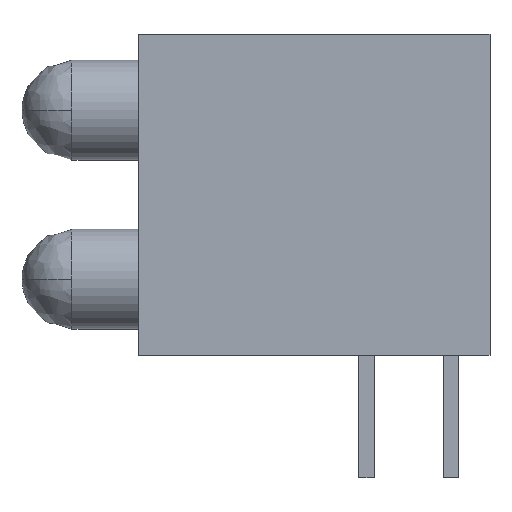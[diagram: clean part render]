
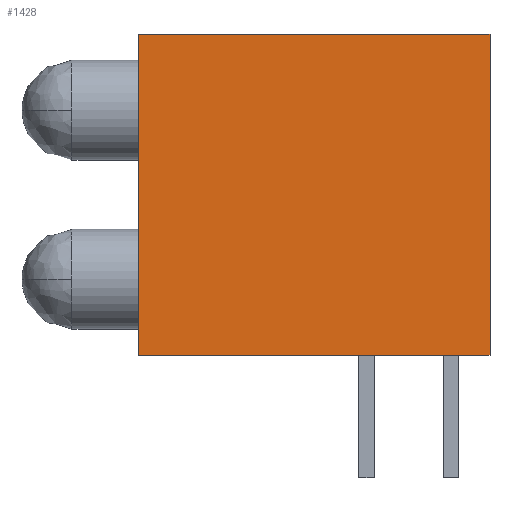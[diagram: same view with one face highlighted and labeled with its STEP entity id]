
A CAD part, front view. The second image highlights one B-rep face of the part: STEP entity #1428.
In plain terms, the highlighted planar face has unit normal (0, -1, 0).
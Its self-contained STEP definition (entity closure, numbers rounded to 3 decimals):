
#51 = CARTESIAN_POINT ( 'NONE',  ( 5.275, -2.16, 0. ) ) ;
#366 = VERTEX_POINT ( 'NONE', #51 ) ;
#389 = FACE_OUTER_BOUND ( 'NONE', #1069, .T. ) ;
#397 = CARTESIAN_POINT ( 'NONE',  ( -5.275, -2.16, 9.65 ) ) ;
#400 = EDGE_CURVE ( 'NONE', #908, #471, #571, .T. ) ;
#471 = VERTEX_POINT ( 'NONE', #759 ) ;
#475 = VERTEX_POINT ( 'NONE', #876 ) ;
#482 = AXIS2_PLACEMENT_3D ( 'NONE', #397, #1236, #524 ) ;
#524 = DIRECTION ( 'NONE',  ( 0., 0., 1. ) ) ;
#563 = DIRECTION ( 'NONE',  ( 0., 0., -1. ) ) ;
#571 = LINE ( 'NONE', #702, #1496 ) ;
#631 = CARTESIAN_POINT ( 'NONE',  ( 5.275, -2.16, 9.65 ) ) ;
#653 = VECTOR ( 'NONE', #1555, 1000. ) ;
#687 = LINE ( 'NONE', #950, #653 ) ;
#702 = CARTESIAN_POINT ( 'NONE',  ( -5.275, -2.16, 9.65 ) ) ;
#718 = EDGE_CURVE ( 'NONE', #366, #475, #1417, .T. ) ;
#759 = CARTESIAN_POINT ( 'NONE',  ( -5.275, -2.16, 0. ) ) ;
#859 = DIRECTION ( 'NONE',  ( 0., 0., 1. ) ) ;
#876 = CARTESIAN_POINT ( 'NONE',  ( 5.275, -2.16, 9.65 ) ) ;
#908 = VERTEX_POINT ( 'NONE', #1100 ) ;
#950 = CARTESIAN_POINT ( 'NONE',  ( 0., -2.16, 9.65 ) ) ;
#1023 = ORIENTED_EDGE ( 'NONE', *, *, #1340, .T. ) ;
#1069 = EDGE_LOOP ( 'NONE', ( #1182, #1075, #1227, #1023 ) ) ;
#1075 = ORIENTED_EDGE ( 'NONE', *, *, #1282, .F. ) ;
#1087 = VECTOR ( 'NONE', #859, 1000. ) ;
#1100 = CARTESIAN_POINT ( 'NONE',  ( -5.275, -2.16, 9.65 ) ) ;
#1182 = ORIENTED_EDGE ( 'NONE', *, *, #718, .T. ) ;
#1209 = CARTESIAN_POINT ( 'NONE',  ( 0., -2.16, 0. ) ) ;
#1227 = ORIENTED_EDGE ( 'NONE', *, *, #400, .T. ) ;
#1236 = DIRECTION ( 'NONE',  ( 0., 1., 0. ) ) ;
#1282 = EDGE_CURVE ( 'NONE', #908, #475, #687, .T. ) ;
#1340 = EDGE_CURVE ( 'NONE', #471, #366, #1536, .T. ) ;
#1417 = LINE ( 'NONE', #631, #1087 ) ;
#1428 = ADVANCED_FACE ( 'NONE', ( #389 ), #1480, .F. ) ;
#1453 = DIRECTION ( 'NONE',  ( 1., 0., 0. ) ) ;
#1480 = PLANE ( 'NONE',  #482 ) ;
#1496 = VECTOR ( 'NONE', #563, 1000. ) ;
#1509 = VECTOR ( 'NONE', #1453, 1000. ) ;
#1536 = LINE ( 'NONE', #1209, #1509 ) ;
#1555 = DIRECTION ( 'NONE',  ( 1., 0., 0. ) ) ;
